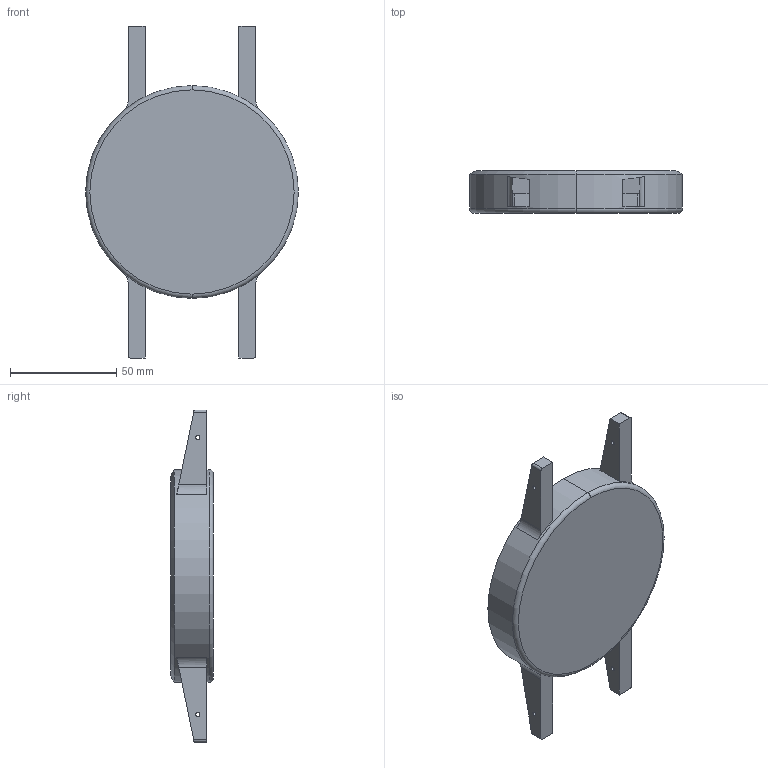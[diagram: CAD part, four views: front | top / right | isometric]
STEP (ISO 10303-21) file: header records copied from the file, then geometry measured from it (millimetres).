
FILE_DESCRIPTION (( 'STEP AP214' ), '1' );
FILE_NAME ('AgroBand.STEP', '2020-07-30T19:05:54', ( '' ), ( '' ), 'SwSTEP 2.0', 'SolidWorks 2018', '' );
FILE_SCHEMA (( 'AUTOMOTIVE_DESIGN' ));
Length unit declared in the file: millimetre
Products named in the file (1): AgroBand
Bounding box: 100 x 20 x 156 mm (x, y, z)
Volume: 111449.8 mm3; surface area: 28833.6 mm2
Topology: 1 solids, 1 shells, 47 faces, 116 edges, 76 vertices
Faces by surface type: plane 23, cylinder 20, torus 2, cone 2
Entity records: 1571 total; most frequent: CARTESIAN_POINT 276, DIRECTION 242, ORIENTED_EDGE 232, EDGE_CURVE 116, AXIS2_PLACEMENT_3D 90, VERTEX_POINT 76, LINE 62, VECTOR 62
